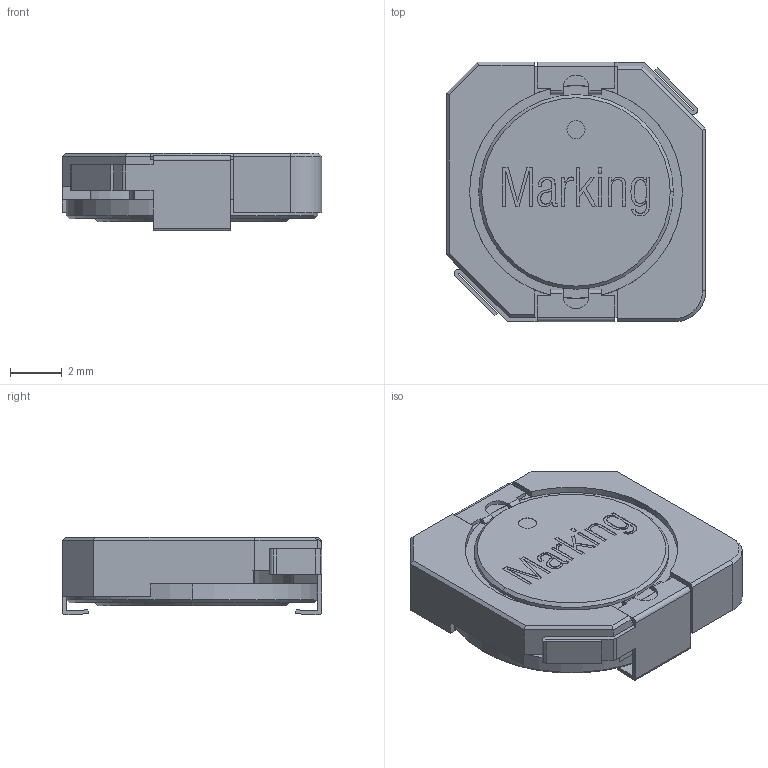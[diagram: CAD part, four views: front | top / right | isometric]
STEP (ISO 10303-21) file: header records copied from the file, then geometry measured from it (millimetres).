
FILE_DESCRIPTION (( 'STEP AP214' ), '1' );
FILE_NAME ('7447713680.STEP', '2022-07-18T11:44:34', ( '' ), ( '' ), 'SwSTEP 2.0', 'SolidWorks 2018', '' );
FILE_SCHEMA (( 'AUTOMOTIVE_DESIGN' ));
Length unit declared in the file: millimetre
Products named in the file (1): 7447713680
Bounding box: 10 x 10 x 3 mm (x, y, z)
Volume: 191.6 mm3; surface area: 582.2 mm2
Topology: 5 solids, 5 shells, 277 faces, 739 edges, 488 vertices
Faces by surface type: plane 196, cylinder 61, bspline 13, cone 7
Entity records: 12286 total; most frequent: CARTESIAN_POINT 2433, ORIENTED_EDGE 1478, DIRECTION 1264, EDGE_CURVE 739, VERTEX_POINT 488, LINE 456, VECTOR 456, AXIS2_PLACEMENT_3D 404
